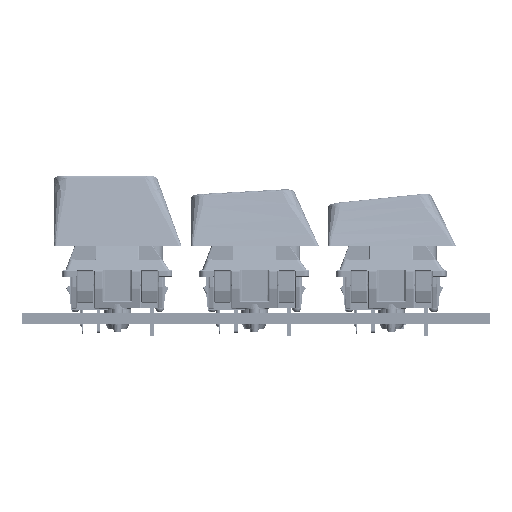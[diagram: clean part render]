
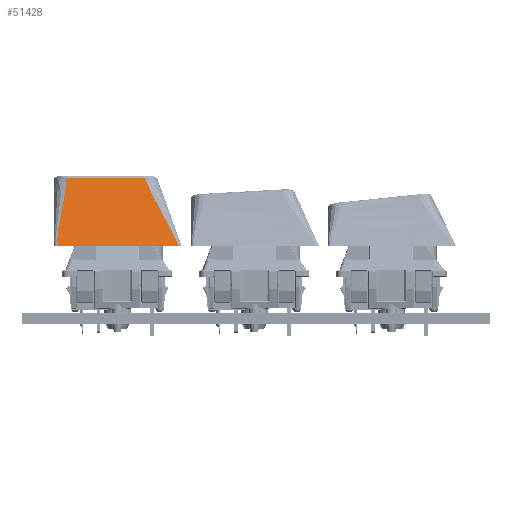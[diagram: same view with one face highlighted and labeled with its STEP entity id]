
A CAD part, left-side view. The second image highlights one B-rep face of the part: STEP entity #51428.
In plain terms, the highlighted face is planar.
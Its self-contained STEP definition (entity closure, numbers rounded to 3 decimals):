
#51211 = EDGE_CURVE('',#51212,#51214,#51216,.T.);
#51212 = VERTEX_POINT('',#51213);
#51213 = CARTESIAN_POINT('',(0.,0.,-17.7));
#51214 = VERTEX_POINT('',#51215);
#51215 = CARTESIAN_POINT('',(0.,0.,-0.384));
#51216 = LINE('',#51217,#51218);
#51217 = CARTESIAN_POINT('',(0.,0.,0.));
#51218 = VECTOR('',#51219,1.);
#51219 = DIRECTION('',(0.,-0.,1.));
#51428 = ADVANCED_FACE('',(#51429),#51459,.F.);
#51429 = FACE_BOUND('',#51430,.T.);
#51430 = EDGE_LOOP('',(#51431,#51443,#51451,#51458));
#51431 = ORIENTED_EDGE('',*,*,#51432,.T.);
#51432 = EDGE_CURVE('',#51214,#51433,#51435,.T.);
#51433 = VERTEX_POINT('',#51434);
#51434 = CARTESIAN_POINT('',(2.899,9.664,
    -5.206));
#51435 = B_SPLINE_CURVE_WITH_KNOTS('',3,(#51436,#51437,#51438,#51439,
    #51440,#51441,#51442),.UNSPECIFIED.,.F.,.F.,(4,3,4),(
    0.,0.011,0.011),
  .UNSPECIFIED.);
#51436 = CARTESIAN_POINT('',(0.,0.,-0.384));
#51437 = CARTESIAN_POINT('',(0.986,3.287,
    -1.597));
#51438 = CARTESIAN_POINT('',(1.858,6.195,
    -3.957));
#51439 = CARTESIAN_POINT('',(2.847,9.49,
    -5.143));
#51440 = CARTESIAN_POINT('',(2.864,9.548,
    -5.164));
#51441 = CARTESIAN_POINT('',(2.882,9.606,
    -5.185));
#51442 = CARTESIAN_POINT('',(2.899,9.664,
    -5.206));
#51443 = ORIENTED_EDGE('',*,*,#51444,.T.);
#51444 = EDGE_CURVE('',#51433,#51445,#51447,.T.);
#51445 = VERTEX_POINT('',#51446);
#51446 = CARTESIAN_POINT('',(2.899,9.664,
    -16.305));
#51447 = LINE('',#51448,#51449);
#51448 = CARTESIAN_POINT('',(2.899,9.664,0.));
#51449 = VECTOR('',#51450,1.);
#51450 = DIRECTION('',(0.,-0.,-1.));
#51451 = ORIENTED_EDGE('',*,*,#51452,.T.);
#51452 = EDGE_CURVE('',#51445,#51212,#51453,.T.);
#51453 = B_SPLINE_CURVE_WITH_KNOTS('',3,(#51454,#51455,#51456,#51457),
  .UNSPECIFIED.,.F.,.F.,(4,4),(-0.01,0.),
  .PIECEWISE_BEZIER_KNOTS.);
#51454 = CARTESIAN_POINT('',(2.899,9.664,
    -16.305));
#51455 = CARTESIAN_POINT('',(1.933,6.443,
    -16.392));
#51456 = CARTESIAN_POINT('',(0.966,3.221,-17.7));
#51457 = CARTESIAN_POINT('',(0.,0.,-17.7));
#51458 = ORIENTED_EDGE('',*,*,#51211,.T.);
#51459 = PLANE('',#51460);
#51460 = AXIS2_PLACEMENT_3D('',#51461,#51462,#51463);
#51461 = CARTESIAN_POINT('',(0.,0.,0.)
  );
#51462 = DIRECTION('',(0.958,-0.287,0.));
#51463 = DIRECTION('',(0.287,0.958,0.));
